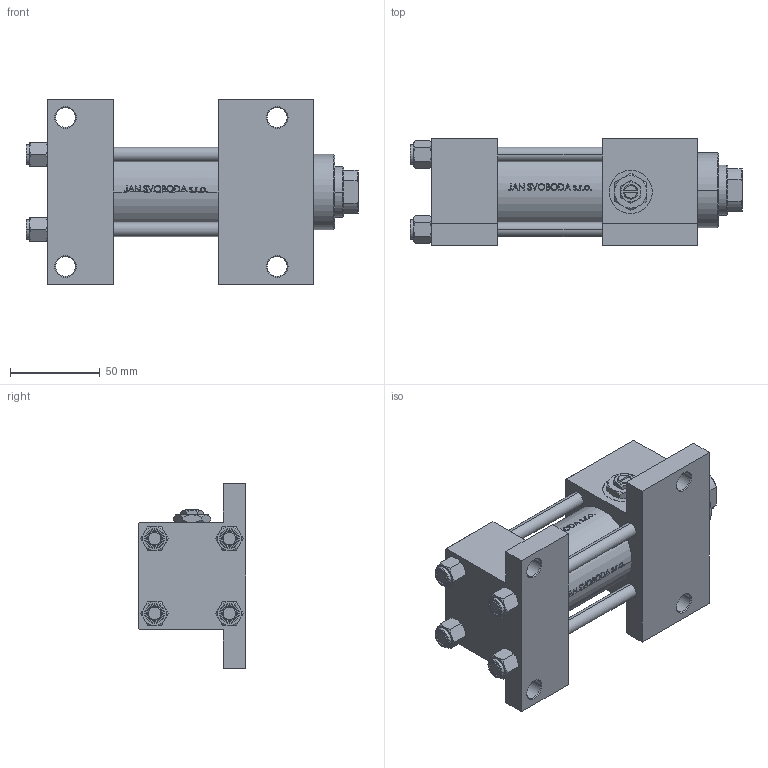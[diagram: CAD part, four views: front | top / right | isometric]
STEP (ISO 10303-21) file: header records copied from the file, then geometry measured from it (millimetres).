
FILE_DESCRIPTION (( 'STEP AP203' ), '1' );
FILE_NAME ('8de4.STEP', '2023-01-17T17:32:28', ( '' ), ( '' ), 'SwSTEP 2.0', 'SolidWorks 2019', '' );
FILE_SCHEMA (( 'CONFIG_CONTROL_DESIGN' ));
Length unit declared in the file: millimetre
Products named in the file (7): 8de4; V215CR_G_TYCINKA ec2fd5705c816b44768e75e80f33c7d0; NUT_M5_G ec2fd5705c816b44768e75e80f33c7d0; Zatka_pro_OIL_PORT ec2fd5705c816b44768e75e80f33c7d0; V215CR_VCP_G ec2fd5705c816b44768e75e80f33c7d0; V215CR_G_Body ec2fd5705c816b44768e75e80f33c7d0; V215_VC_A ec2fd5705c816b44768e75e80f33c7d0
Assembly tree (12 placements, depth 2):
  8de4
    V215CR_G_Body ec2fd5705c816b44768e75e80f33c7d0
    V215CR_VCP_G ec2fd5705c816b44768e75e80f33c7d0
    V215CR_G_TYCINKA ec2fd5705c816b44768e75e80f33c7d0  x4
    NUT_M5_G ec2fd5705c816b44768e75e80f33c7d0  x4
    V215_VC_A ec2fd5705c816b44768e75e80f33c7d0
    Zatka_pro_OIL_PORT ec2fd5705c816b44768e75e80f33c7d0
Bounding box: 185 x 60 x 103 mm (x, y, z)
Volume: 473195.8 mm3; surface area: 121167.4 mm2
Topology: 12 solids, 12 shells, 1129 faces, 2850 edges, 1827 vertices
Faces by surface type: plane 453, bspline 380, cone 164, cylinder 124, torus 8
Entity records: 48955 total; most frequent: CARTESIAN_POINT 26376, ORIENTED_EDGE 5192, DIRECTION 3206, EDGE_CURVE 2596, VERTEX_POINT 1683, LINE 1328, VECTOR 1328, EDGE_LOOP 1111
